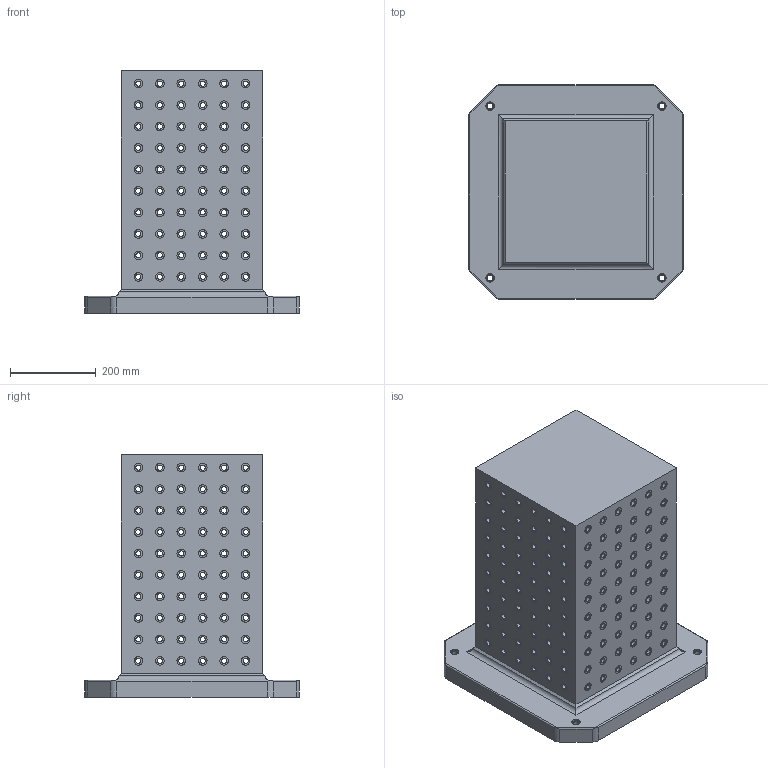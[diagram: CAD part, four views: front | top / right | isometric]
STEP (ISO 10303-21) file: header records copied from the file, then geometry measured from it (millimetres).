
FILE_DESCRIPTION(('STEP AP214'),'1');
FILE_NAME(' ',' ',('TraceParts'),('TraceParts S.A.'),'XStep 1.0',' ',' ');
FILE_SCHEMA(('automotive_design'));
Length unit declared in the file: millimetre
Products named in the file (2): 1; 2
Bounding box: 500 x 500 x 565 mm (x, y, z)
Volume: 29174752.2 mm3; surface area: 2235410.7 mm2
Topology: 2 solids, 2 shells, 1292 faces, 3096 edges, 2060 vertices
Faces by surface type: cylinder 1008, plane 276, cone 8
Entity records: 75883 total; most frequent: DIRECTION 7672, CARTESIAN_POINT 6578, STYLED_ITEM 6450, PRESENTATION_STYLE_ASSIGNMENT 6450, COLOUR_RGB 6450, ORIENTED_EDGE 6192, AXIS2_PLACEMENT_3D 3298, EDGE_CURVE 3096
